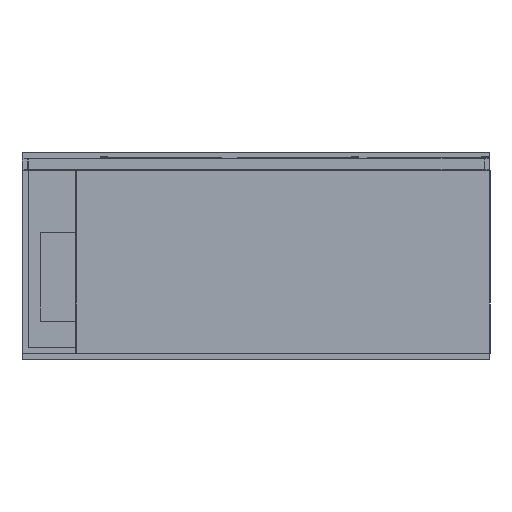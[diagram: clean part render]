
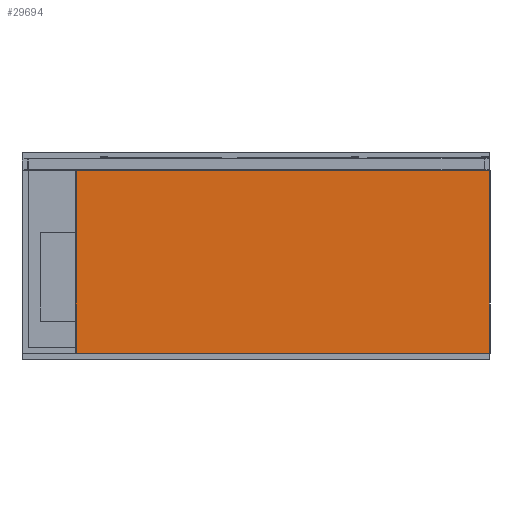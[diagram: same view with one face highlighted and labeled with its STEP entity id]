
A CAD part, front view. The second image highlights one B-rep face of the part: STEP entity #29694.
In plain terms, the highlighted planar face has unit normal (0, -1, 0).
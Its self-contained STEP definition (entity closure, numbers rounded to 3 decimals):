
#368 = CARTESIAN_POINT ( 'NONE',  ( -698., -350., -660. ) ) ;
#389 = CARTESIAN_POINT ( 'NONE',  ( 698., -350., -42. ) ) ;
#1491 = FACE_OUTER_BOUND ( 'NONE', #5259, .T. ) ;
#2265 = CARTESIAN_POINT ( 'NONE',  ( -698., -350., -658. ) ) ;
#2415 = CARTESIAN_POINT ( 'NONE',  ( -700., -350., -42. ) ) ;
#2627 = CARTESIAN_POINT ( 'NONE',  ( -700., -350., -658. ) ) ;
#2921 = VECTOR ( 'NONE', #12514, 1000. ) ;
#2923 = AXIS2_PLACEMENT_3D ( 'NONE', #33829, #30712, #36722 ) ;
#3622 = ORIENTED_EDGE ( 'NONE', *, *, #15420, .T. ) ;
#4267 = CARTESIAN_POINT ( 'NONE',  ( 698., -350., -660. ) ) ;
#4564 = VECTOR ( 'NONE', #26013, 1000. ) ;
#5214 = VERTEX_POINT ( 'NONE', #17816 ) ;
#5259 = EDGE_LOOP ( 'NONE', ( #27752, #31845, #8964, #3622 ) ) ;
#5431 = VERTEX_POINT ( 'NONE', #2265 ) ;
#6548 = LINE ( 'NONE', #368, #2921 ) ;
#7063 = EDGE_CURVE ( 'NONE', #19188, #5431, #6548, .T. ) ;
#8615 = LINE ( 'NONE', #2627, #10088 ) ;
#8964 = ORIENTED_EDGE ( 'NONE', *, *, #18979, .T. ) ;
#10088 = VECTOR ( 'NONE', #16743, 1000. ) ;
#12514 = DIRECTION ( 'NONE',  ( 0., 0., -1. ) ) ;
#12965 = VERTEX_POINT ( 'NONE', #389 ) ;
#13344 = DIRECTION ( 'NONE',  ( 0., 0., 1. ) ) ;
#15420 = EDGE_CURVE ( 'NONE', #5214, #12965, #16243, .T. ) ;
#16243 = LINE ( 'NONE', #4267, #32829 ) ;
#16743 = DIRECTION ( 'NONE',  ( 1., 0., 0. ) ) ;
#17816 = CARTESIAN_POINT ( 'NONE',  ( 698., -350., -658. ) ) ;
#18979 = EDGE_CURVE ( 'NONE', #5431, #5214, #8615, .T. ) ;
#19188 = VERTEX_POINT ( 'NONE', #25049 ) ;
#25049 = CARTESIAN_POINT ( 'NONE',  ( -698., -350., -42. ) ) ;
#25321 = EDGE_CURVE ( 'NONE', #12965, #19188, #28938, .T. ) ;
#26013 = DIRECTION ( 'NONE',  ( -1., 0., 0. ) ) ;
#27752 = ORIENTED_EDGE ( 'NONE', *, *, #25321, .T. ) ;
#28938 = LINE ( 'NONE', #2415, #4564 ) ;
#29694 = ADVANCED_FACE ( 'Fl�che8', ( #1491 ), #31095, .T. ) ;
#30712 = DIRECTION ( 'NONE',  ( 0., -1., 0. ) ) ;
#31095 = PLANE ( 'NONE',  #2923 ) ;
#31845 = ORIENTED_EDGE ( 'NONE', *, *, #7063, .T. ) ;
#32829 = VECTOR ( 'NONE', #13344, 1000. ) ;
#33829 = CARTESIAN_POINT ( 'NONE',  ( -700., -350., -660. ) ) ;
#36722 = DIRECTION ( 'NONE',  ( 0., 0., -1. ) ) ;
